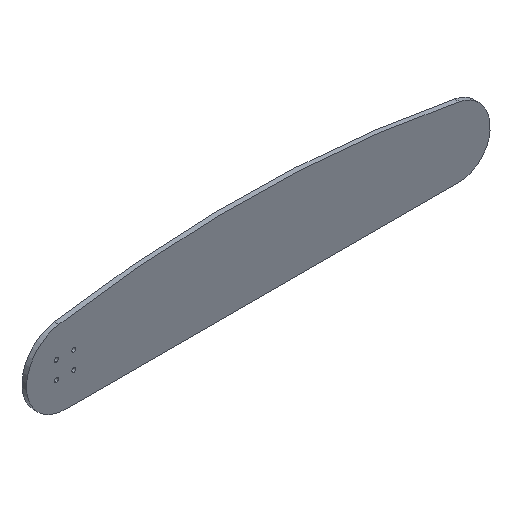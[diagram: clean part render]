
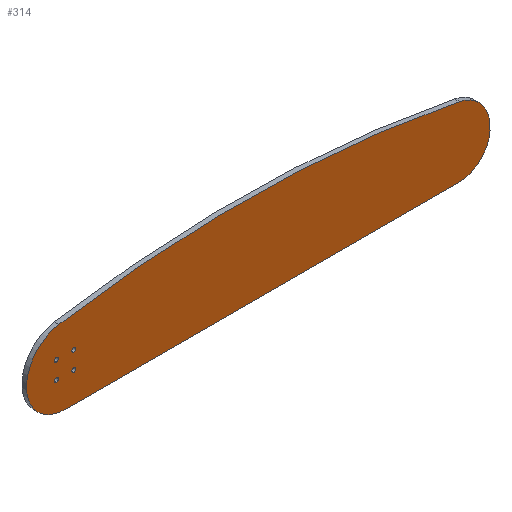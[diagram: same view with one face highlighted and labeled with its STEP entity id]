
A CAD part, isometric view. The second image highlights one B-rep face of the part: STEP entity #314.
In plain terms, the highlighted planar face has unit normal (0, -1, 0).
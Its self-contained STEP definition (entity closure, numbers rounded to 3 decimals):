
#3 = EDGE_CURVE ( 'NONE', #401, #263, #490, .T. ) ;
#5 = EDGE_CURVE ( 'NONE', #263, #401, #15, .T. ) ;
#15 = CIRCLE ( 'NONE', #124, 1.35 ) ;
#21 = DIRECTION ( 'NONE',  ( 0., 0., 1. ) ) ;
#24 = DIRECTION ( 'NONE',  ( 0., 1., 0. ) ) ;
#26 = DIRECTION ( 'NONE',  ( 0., -1., 0. ) ) ;
#46 = VERTEX_POINT ( 'NONE', #496 ) ;
#52 = ORIENTED_EDGE ( 'NONE', *, *, #172, .T. ) ;
#54 = EDGE_LOOP ( 'NONE', ( #178, #137 ) ) ;
#58 = AXIS2_PLACEMENT_3D ( 'NONE', #251, #114, #21 ) ;
#68 = CARTESIAN_POINT ( 'NONE',  ( 19.343, 0., -19.343 ) ) ;
#71 = DIRECTION ( 'NONE',  ( 0., 0., 1. ) ) ;
#88 = CIRCLE ( 'NONE', #169, 1.35 ) ;
#105 = CARTESIAN_POINT ( 'NONE',  ( 19.343, 0., -29.307 ) ) ;
#111 = DIRECTION ( 'NONE',  ( 0., 0., 1. ) ) ;
#114 = DIRECTION ( 'NONE',  ( 0., 1., 0. ) ) ;
#124 = AXIS2_PLACEMENT_3D ( 'NONE', #387, #289, #147 ) ;
#126 = DIRECTION ( 'NONE',  ( 0., -1., 0. ) ) ;
#127 = EDGE_CURVE ( 'NONE', #223, #281, #88, .T. ) ;
#129 = FACE_BOUND ( 'NONE', #54, .T. ) ;
#133 = CARTESIAN_POINT ( 'NONE',  ( 0., 0., 0. ) ) ;
#135 = CARTESIAN_POINT ( 'NONE',  ( 19.343, 0., -19.343 ) ) ;
#137 = ORIENTED_EDGE ( 'NONE', *, *, #355, .T. ) ;
#141 = ORIENTED_EDGE ( 'NONE', *, *, #185, .T. ) ;
#144 = VERTEX_POINT ( 'NONE', #156 ) ;
#147 = DIRECTION ( 'NONE',  ( 0., 0., 1. ) ) ;
#156 = CARTESIAN_POINT ( 'NONE',  ( 19.343, 0., -17.993 ) ) ;
#158 = CIRCLE ( 'NONE', #500, 1.35 ) ;
#159 = EDGE_CURVE ( 'NONE', #351, #175, #318, .T. ) ;
#169 = AXIS2_PLACEMENT_3D ( 'NONE', #376, #473, #551 ) ;
#172 = EDGE_CURVE ( 'NONE', #281, #223, #213, .T. ) ;
#173 = PLANE ( 'NONE',  #405 ) ;
#175 = VERTEX_POINT ( 'NONE', #201 ) ;
#177 = CIRCLE ( 'NONE', #451, 24.861 ) ;
#178 = ORIENTED_EDGE ( 'NONE', *, *, #198, .T. ) ;
#184 = ORIENTED_EDGE ( 'NONE', *, *, #3, .T. ) ;
#185 = EDGE_CURVE ( 'NONE', #313, #189, #158, .T. ) ;
#189 = VERTEX_POINT ( 'NONE', #234 ) ;
#195 = CIRCLE ( 'NONE', #356, 1.35 ) ;
#198 = EDGE_CURVE ( 'NONE', #46, #144, #426, .T. ) ;
#201 = CARTESIAN_POINT ( 'NONE',  ( 280., 0., -5. ) ) ;
#203 = DIRECTION ( 'NONE',  ( 0., 1., 0. ) ) ;
#205 = CARTESIAN_POINT ( 'NONE',  ( 19.343, 0., -32.007 ) ) ;
#209 = DIRECTION ( 'NONE',  ( 0., 0., 1. ) ) ;
#213 = CIRCLE ( 'NONE', #290, 1.35 ) ;
#215 = EDGE_LOOP ( 'NONE', ( #469, #574, #380, #394, #565 ) ) ;
#217 = AXIS2_PLACEMENT_3D ( 'NONE', #253, #126, #209 ) ;
#218 = DIRECTION ( 'NONE',  ( 0., 0., 1. ) ) ;
#220 = VERTEX_POINT ( 'NONE', #421 ) ;
#222 = EDGE_CURVE ( 'NONE', #359, #175, #177, .T. ) ;
#223 = VERTEX_POINT ( 'NONE', #205 ) ;
#226 = DIRECTION ( 'NONE',  ( 1., 0., 0. ) ) ;
#227 = AXIS2_PLACEMENT_3D ( 'NONE', #68, #337, #414 ) ;
#231 = ORIENTED_EDGE ( 'NONE', *, *, #5, .T. ) ;
#234 = CARTESIAN_POINT ( 'NONE',  ( 30.657, 0., -17.993 ) ) ;
#242 = DIRECTION ( 'NONE',  ( 0., 0., 1. ) ) ;
#244 = LINE ( 'NONE', #553, #369 ) ;
#251 = CARTESIAN_POINT ( 'NONE',  ( 137.555, 0., -719.403 ) ) ;
#253 = CARTESIAN_POINT ( 'NONE',  ( 280., 0., -30.01 ) ) ;
#255 = FACE_OUTER_BOUND ( 'NONE', #215, .T. ) ;
#260 = CARTESIAN_POINT ( 'NONE',  ( 30.657, 0., -20.693 ) ) ;
#263 = VERTEX_POINT ( 'NONE', #463 ) ;
#270 = DIRECTION ( 'NONE',  ( 0., 0., 1. ) ) ;
#281 = VERTEX_POINT ( 'NONE', #105 ) ;
#284 = CARTESIAN_POINT ( 'NONE',  ( 25., 0., -50. ) ) ;
#285 = VERTEX_POINT ( 'NONE', #284 ) ;
#288 = DIRECTION ( 'NONE',  ( 0., 0., 1. ) ) ;
#289 = DIRECTION ( 'NONE',  ( 0., 1., 0. ) ) ;
#290 = AXIS2_PLACEMENT_3D ( 'NONE', #383, #561, #242 ) ;
#293 = AXIS2_PLACEMENT_3D ( 'NONE', #135, #393, #309 ) ;
#294 = DIRECTION ( 'NONE',  ( 0., 1., 0. ) ) ;
#295 = CARTESIAN_POINT ( 'NONE',  ( 30.657, 0., -30.657 ) ) ;
#302 = CARTESIAN_POINT ( 'NONE',  ( 21., 0., -0.322 ) ) ;
#309 = DIRECTION ( 'NONE',  ( 0., 0., 1. ) ) ;
#313 = VERTEX_POINT ( 'NONE', #260 ) ;
#314 = ADVANCED_FACE ( 'NONE', ( #255, #129, #478, #440, #433 ), #173, .F. ) ;
#318 = CIRCLE ( 'NONE', #58, 728.466 ) ;
#335 = CARTESIAN_POINT ( 'NONE',  ( 25., 0., -25. ) ) ;
#337 = DIRECTION ( 'NONE',  ( 0., 1., 0. ) ) ;
#338 = ORIENTED_EDGE ( 'NONE', *, *, #515, .T. ) ;
#340 = CARTESIAN_POINT ( 'NONE',  ( 30.657, 0., -19.343 ) ) ;
#351 = VERTEX_POINT ( 'NONE', #302 ) ;
#353 = EDGE_LOOP ( 'NONE', ( #141, #338 ) ) ;
#355 = EDGE_CURVE ( 'NONE', #144, #46, #363, .T. ) ;
#356 = AXIS2_PLACEMENT_3D ( 'NONE', #360, #203, #493 ) ;
#358 = ORIENTED_EDGE ( 'NONE', *, *, #127, .T. ) ;
#359 = VERTEX_POINT ( 'NONE', #389 ) ;
#360 = CARTESIAN_POINT ( 'NONE',  ( 30.657, 0., -19.343 ) ) ;
#363 = CIRCLE ( 'NONE', #293, 1.35 ) ;
#369 = VECTOR ( 'NONE', #226, 1000. ) ;
#374 = AXIS2_PLACEMENT_3D ( 'NONE', #335, #24, #270 ) ;
#376 = CARTESIAN_POINT ( 'NONE',  ( 19.343, 0., -30.657 ) ) ;
#380 = ORIENTED_EDGE ( 'NONE', *, *, #222, .T. ) ;
#383 = CARTESIAN_POINT ( 'NONE',  ( 19.343, 0., -30.657 ) ) ;
#387 = CARTESIAN_POINT ( 'NONE',  ( 30.657, 0., -30.657 ) ) ;
#389 = CARTESIAN_POINT ( 'NONE',  ( 299.357, 0., -35. ) ) ;
#393 = DIRECTION ( 'NONE',  ( 0., 1., 0. ) ) ;
#394 = ORIENTED_EDGE ( 'NONE', *, *, #159, .F. ) ;
#401 = VERTEX_POINT ( 'NONE', #437 ) ;
#405 = AXIS2_PLACEMENT_3D ( 'NONE', #133, #531, #218 ) ;
#414 = DIRECTION ( 'NONE',  ( 0., 0., 1. ) ) ;
#416 = EDGE_LOOP ( 'NONE', ( #231, #184 ) ) ;
#421 = CARTESIAN_POINT ( 'NONE',  ( 280., 0., -50. ) ) ;
#424 = CARTESIAN_POINT ( 'NONE',  ( 275.139, 0., -29.382 ) ) ;
#425 = DIRECTION ( 'NONE',  ( 0., 1., 0. ) ) ;
#426 = CIRCLE ( 'NONE', #227, 1.35 ) ;
#433 = FACE_BOUND ( 'NONE', #557, .T. ) ;
#437 = CARTESIAN_POINT ( 'NONE',  ( 30.657, 0., -29.307 ) ) ;
#440 = FACE_BOUND ( 'NONE', #416, .T. ) ;
#451 = AXIS2_PLACEMENT_3D ( 'NONE', #424, #26, #111 ) ;
#463 = CARTESIAN_POINT ( 'NONE',  ( 30.657, 0., -32.007 ) ) ;
#469 = ORIENTED_EDGE ( 'NONE', *, *, #560, .T. ) ;
#473 = DIRECTION ( 'NONE',  ( 0., 1., 0. ) ) ;
#478 = FACE_BOUND ( 'NONE', #353, .T. ) ;
#489 = EDGE_CURVE ( 'NONE', #220, #359, #572, .T. ) ;
#490 = CIRCLE ( 'NONE', #568, 1.35 ) ;
#493 = DIRECTION ( 'NONE',  ( 0., 0., 1. ) ) ;
#496 = CARTESIAN_POINT ( 'NONE',  ( 19.343, 0., -20.693 ) ) ;
#500 = AXIS2_PLACEMENT_3D ( 'NONE', #340, #294, #288 ) ;
#510 = EDGE_CURVE ( 'NONE', #285, #351, #524, .T. ) ;
#515 = EDGE_CURVE ( 'NONE', #189, #313, #195, .T. ) ;
#524 = CIRCLE ( 'NONE', #374, 25. ) ;
#531 = DIRECTION ( 'NONE',  ( 0., 1., 0. ) ) ;
#551 = DIRECTION ( 'NONE',  ( 0., 0., 1. ) ) ;
#553 = CARTESIAN_POINT ( 'NONE',  ( 0., 0., -50. ) ) ;
#557 = EDGE_LOOP ( 'NONE', ( #358, #52 ) ) ;
#560 = EDGE_CURVE ( 'NONE', #285, #220, #244, .T. ) ;
#561 = DIRECTION ( 'NONE',  ( 0., 1., 0. ) ) ;
#565 = ORIENTED_EDGE ( 'NONE', *, *, #510, .F. ) ;
#568 = AXIS2_PLACEMENT_3D ( 'NONE', #295, #425, #71 ) ;
#572 = CIRCLE ( 'NONE', #217, 19.99 ) ;
#574 = ORIENTED_EDGE ( 'NONE', *, *, #489, .T. ) ;
